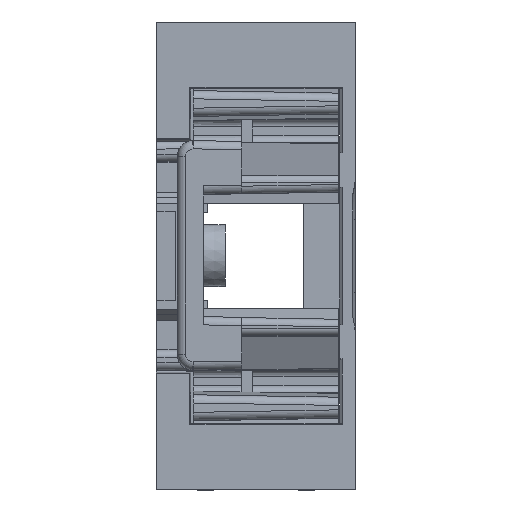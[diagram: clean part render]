
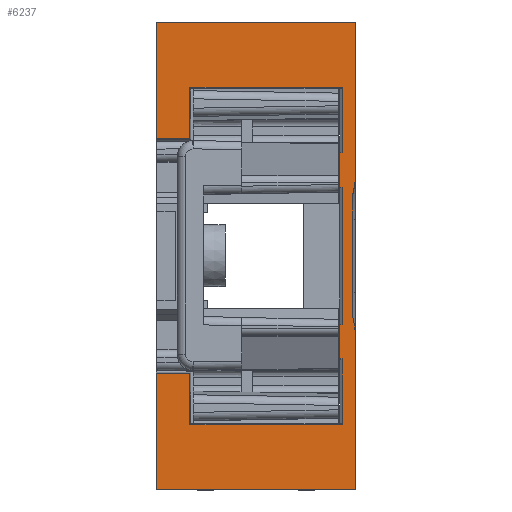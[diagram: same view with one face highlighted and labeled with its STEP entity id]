
A CAD part, top view. The second image highlights one B-rep face of the part: STEP entity #6237.
In plain terms, the highlighted planar face has unit normal (0, 0, 1).
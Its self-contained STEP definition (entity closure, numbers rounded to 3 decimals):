
#6209=AXIS2_PLACEMENT_3D('Plane Axis2P3D',#6206,#6207,#6208) ;
#132=CARTESIAN_POINT('Line Origine',(7.25,0.,39.85)) ;
#136=CARTESIAN_POINT('Vertex',(14.5,0.,39.85)) ;
#138=CARTESIAN_POINT('Vertex',(0.,0.,39.85)) ;
#609=CARTESIAN_POINT('Control Point',(0.,0.,39.85)) ;
#610=CARTESIAN_POINT('Control Point',(0.,8.473,39.85)) ;
#611=CARTESIAN_POINT('Vertex',(0.,8.473,39.85)) ;
#845=CARTESIAN_POINT('Vertex',(14.5,11.366,39.85)) ;
#849=CARTESIAN_POINT('Control Point',(14.5,0.,39.85)) ;
#850=CARTESIAN_POINT('Control Point',(14.5,11.366,39.85)) ;
#1357=CARTESIAN_POINT('Vertex',(0.,25.527,39.85)) ;
#1361=CARTESIAN_POINT('Control Point',(0.,25.527,39.85)) ;
#1362=CARTESIAN_POINT('Control Point',(0.,34.,39.85)) ;
#1363=CARTESIAN_POINT('Vertex',(0.,34.,39.85)) ;
#1567=CARTESIAN_POINT('Line Origine',(7.25,34.,39.85)) ;
#1571=CARTESIAN_POINT('Vertex',(14.5,34.,39.85)) ;
#1695=CARTESIAN_POINT('Control Point',(14.5,22.634,39.85)) ;
#1696=CARTESIAN_POINT('Control Point',(14.5,34.,39.85)) ;
#1697=CARTESIAN_POINT('Vertex',(14.5,22.634,39.85)) ;
#1753=CARTESIAN_POINT('Line Origine',(14.4,22.067,39.85)) ;
#1757=CARTESIAN_POINT('Vertex',(14.3,21.5,39.85)) ;
#1807=CARTESIAN_POINT('Vertex',(14.3,12.5,39.85)) ;
#1829=CARTESIAN_POINT('Line Origine',(14.3,17.,39.85)) ;
#1856=CARTESIAN_POINT('Line Origine',(14.4,11.933,39.85)) ;
#1888=CARTESIAN_POINT('Line Origine',(6.784,8.473,39.85)) ;
#1892=CARTESIAN_POINT('Vertex',(2.448,8.473,39.85)) ;
#1926=CARTESIAN_POINT('Line Origine',(2.448,17.,39.85)) ;
#1930=CARTESIAN_POINT('Vertex',(2.448,4.748,39.85)) ;
#1964=CARTESIAN_POINT('Line Origine',(6.784,4.748,39.85)) ;
#1968=CARTESIAN_POINT('Vertex',(13.53,4.748,39.85)) ;
#2005=CARTESIAN_POINT('Vertex',(13.53,9.5,39.85)) ;
#2034=CARTESIAN_POINT('Line Origine',(13.53,17.,39.85)) ;
#2056=CARTESIAN_POINT('Vertex',(13.53,12.,39.85)) ;
#2059=CARTESIAN_POINT('Line Origine',(13.53,17.,39.85)) ;
#2063=CARTESIAN_POINT('Vertex',(13.53,22.,39.85)) ;
#2092=CARTESIAN_POINT('Vertex',(13.53,24.5,39.85)) ;
#2095=CARTESIAN_POINT('Line Origine',(13.53,17.,39.85)) ;
#2099=CARTESIAN_POINT('Vertex',(13.53,29.252,39.85)) ;
#2153=CARTESIAN_POINT('Line Origine',(6.784,29.252,39.85)) ;
#2157=CARTESIAN_POINT('Vertex',(2.448,29.252,39.85)) ;
#2185=CARTESIAN_POINT('Line Origine',(2.448,17.,39.85)) ;
#2189=CARTESIAN_POINT('Vertex',(2.448,25.527,39.85)) ;
#2235=CARTESIAN_POINT('Line Origine',(6.784,25.527,39.85)) ;
#6088=CARTESIAN_POINT('Vertex',(13.325,12.,39.85)) ;
#6095=CARTESIAN_POINT('Vertex',(13.325,9.5,39.85)) ;
#6098=CARTESIAN_POINT('Line Origine',(13.325,10.75,39.85)) ;
#6116=CARTESIAN_POINT('Line Origine',(13.427,12.,39.85)) ;
#6133=CARTESIAN_POINT('Line Origine',(13.427,9.5,39.85)) ;
#6154=CARTESIAN_POINT('Vertex',(13.325,24.5,39.85)) ;
#6157=CARTESIAN_POINT('Line Origine',(13.427,24.5,39.85)) ;
#6174=CARTESIAN_POINT('Line Origine',(13.427,22.,39.85)) ;
#6178=CARTESIAN_POINT('Vertex',(13.325,22.,39.85)) ;
#6193=CARTESIAN_POINT('Line Origine',(13.325,23.25,39.85)) ;
#6206=CARTESIAN_POINT('Axis2P3D Location',(10.925,34.,39.85)) ;
#133=DIRECTION('Vector Direction',(-1.,0.,0.)) ;
#1568=DIRECTION('Vector Direction',(-1.,0.,0.)) ;
#1754=DIRECTION('Vector Direction',(-0.174,-0.985,0.)) ;
#1830=DIRECTION('Vector Direction',(0.,-1.,0.)) ;
#1857=DIRECTION('Vector Direction',(-0.174,0.985,0.)) ;
#1889=DIRECTION('Vector Direction',(1.,0.,0.)) ;
#1927=DIRECTION('Vector Direction',(0.,1.,0.)) ;
#1965=DIRECTION('Vector Direction',(1.,0.,0.)) ;
#2035=DIRECTION('Vector Direction',(0.,1.,0.)) ;
#2060=DIRECTION('Vector Direction',(0.,1.,0.)) ;
#2096=DIRECTION('Vector Direction',(0.,1.,0.)) ;
#2154=DIRECTION('Vector Direction',(-1.,0.,0.)) ;
#2186=DIRECTION('Vector Direction',(0.,1.,0.)) ;
#2236=DIRECTION('Vector Direction',(1.,0.,0.)) ;
#6099=DIRECTION('Vector Direction',(0.,-1.,0.)) ;
#6117=DIRECTION('Vector Direction',(1.,0.,0.)) ;
#6134=DIRECTION('Vector Direction',(-1.,0.,0.)) ;
#6158=DIRECTION('Vector Direction',(1.,0.,0.)) ;
#6175=DIRECTION('Vector Direction',(-1.,0.,0.)) ;
#6194=DIRECTION('Vector Direction',(0.,-1.,0.)) ;
#6207=DIRECTION('Axis2P3D Direction',(-0.,0.,-1.)) ;
#6208=DIRECTION('Axis2P3D XDirection',(0.,-1.,0.)) ;
#134=VECTOR('Line Direction',#133,1.) ;
#1569=VECTOR('Line Direction',#1568,1.) ;
#1755=VECTOR('Line Direction',#1754,1.) ;
#1831=VECTOR('Line Direction',#1830,1.) ;
#1858=VECTOR('Line Direction',#1857,1.) ;
#1890=VECTOR('Line Direction',#1889,1.) ;
#1928=VECTOR('Line Direction',#1927,1.) ;
#1966=VECTOR('Line Direction',#1965,1.) ;
#2036=VECTOR('Line Direction',#2035,1.) ;
#2061=VECTOR('Line Direction',#2060,1.) ;
#2097=VECTOR('Line Direction',#2096,1.) ;
#2155=VECTOR('Line Direction',#2154,1.) ;
#2187=VECTOR('Line Direction',#2186,1.) ;
#2237=VECTOR('Line Direction',#2236,1.) ;
#6100=VECTOR('Line Direction',#6099,1.) ;
#6118=VECTOR('Line Direction',#6117,1.) ;
#6135=VECTOR('Line Direction',#6134,1.) ;
#6159=VECTOR('Line Direction',#6158,1.) ;
#6176=VECTOR('Line Direction',#6175,1.) ;
#6195=VECTOR('Line Direction',#6194,1.) ;
#6212=ORIENTED_EDGE('',*,*,#2239,.F.) ;
#6213=ORIENTED_EDGE('',*,*,#2191,.F.) ;
#6214=ORIENTED_EDGE('',*,*,#2159,.T.) ;
#6215=ORIENTED_EDGE('',*,*,#2101,.F.) ;
#6216=ORIENTED_EDGE('',*,*,#6161,.F.) ;
#6217=ORIENTED_EDGE('',*,*,#6197,.T.) ;
#6218=ORIENTED_EDGE('',*,*,#6180,.F.) ;
#6219=ORIENTED_EDGE('',*,*,#2065,.F.) ;
#6220=ORIENTED_EDGE('',*,*,#6120,.F.) ;
#6221=ORIENTED_EDGE('',*,*,#6102,.T.) ;
#6222=ORIENTED_EDGE('',*,*,#6137,.F.) ;
#6223=ORIENTED_EDGE('',*,*,#2038,.F.) ;
#6224=ORIENTED_EDGE('',*,*,#1970,.F.) ;
#6225=ORIENTED_EDGE('',*,*,#1932,.F.) ;
#6226=ORIENTED_EDGE('',*,*,#1894,.F.) ;
#6227=ORIENTED_EDGE('',*,*,#613,.T.) ;
#6228=ORIENTED_EDGE('',*,*,#140,.F.) ;
#6229=ORIENTED_EDGE('',*,*,#851,.T.) ;
#6230=ORIENTED_EDGE('',*,*,#1860,.T.) ;
#6231=ORIENTED_EDGE('',*,*,#1833,.T.) ;
#6232=ORIENTED_EDGE('',*,*,#1759,.T.) ;
#6233=ORIENTED_EDGE('',*,*,#1699,.T.) ;
#6234=ORIENTED_EDGE('',*,*,#1573,.T.) ;
#6235=ORIENTED_EDGE('',*,*,#1365,.T.) ;
#6237=ADVANCED_FACE('Hauptk\X2\00F6\X0\rper',(#6236),#6210,.F.) ;
#608=B_SPLINE_CURVE_WITH_KNOTS('',1,(#609,#610),.UNSPECIFIED.,.F.,.U.,(2,2),(0.,8.473),.UNSPECIFIED.) ;
#848=B_SPLINE_CURVE_WITH_KNOTS('',1,(#849,#850),.UNSPECIFIED.,.F.,.U.,(2,2),(0.,11.366),.UNSPECIFIED.) ;
#1360=B_SPLINE_CURVE_WITH_KNOTS('',1,(#1361,#1362),.UNSPECIFIED.,.F.,.U.,(2,2),(25.527,34.),.UNSPECIFIED.) ;
#1694=B_SPLINE_CURVE_WITH_KNOTS('',1,(#1695,#1696),.UNSPECIFIED.,.F.,.U.,(2,2),(22.634,34.),.UNSPECIFIED.) ;
#140=EDGE_CURVE('',#137,#139,#135,.T.) ;
#613=EDGE_CURVE('',#612,#139,#608,.F.) ;
#851=EDGE_CURVE('',#137,#846,#848,.T.) ;
#1365=EDGE_CURVE('',#1364,#1358,#1360,.F.) ;
#1573=EDGE_CURVE('',#1572,#1364,#1570,.T.) ;
#1699=EDGE_CURVE('',#1698,#1572,#1694,.T.) ;
#1759=EDGE_CURVE('',#1758,#1698,#1756,.F.) ;
#1833=EDGE_CURVE('',#1808,#1758,#1832,.F.) ;
#1860=EDGE_CURVE('',#846,#1808,#1859,.T.) ;
#1894=EDGE_CURVE('',#612,#1893,#1891,.T.) ;
#1932=EDGE_CURVE('',#1893,#1931,#1929,.F.) ;
#1970=EDGE_CURVE('',#1931,#1969,#1967,.T.) ;
#2038=EDGE_CURVE('',#1969,#2006,#2037,.T.) ;
#2065=EDGE_CURVE('',#2057,#2064,#2062,.T.) ;
#2101=EDGE_CURVE('',#2093,#2100,#2098,.T.) ;
#2159=EDGE_CURVE('',#2158,#2100,#2156,.F.) ;
#2191=EDGE_CURVE('',#2158,#2190,#2188,.F.) ;
#2239=EDGE_CURVE('',#2190,#1358,#2238,.F.) ;
#6102=EDGE_CURVE('',#6089,#6096,#6101,.T.) ;
#6120=EDGE_CURVE('',#6089,#2057,#6119,.T.) ;
#6137=EDGE_CURVE('',#2006,#6096,#6136,.T.) ;
#6161=EDGE_CURVE('',#6155,#2093,#6160,.T.) ;
#6180=EDGE_CURVE('',#2064,#6179,#6177,.T.) ;
#6197=EDGE_CURVE('',#6155,#6179,#6196,.T.) ;
#6211=EDGE_LOOP('',(#6212,#6213,#6214,#6215,#6216,#6217,#6218,#6219,#6220,#6221,#6222,#6223,#6224,#6225,#6226,#6227,#6228,#6229,#6230,#6231,#6232,#6233,#6234,#6235)) ;
#6236=FACE_OUTER_BOUND('',#6211,.T.) ;
#135=LINE('Line',#132,#134) ;
#1570=LINE('Line',#1567,#1569) ;
#1756=LINE('Line',#1753,#1755) ;
#1832=LINE('Line',#1829,#1831) ;
#1859=LINE('Line',#1856,#1858) ;
#1891=LINE('Line',#1888,#1890) ;
#1929=LINE('Line',#1926,#1928) ;
#1967=LINE('Line',#1964,#1966) ;
#2037=LINE('Line',#2034,#2036) ;
#2062=LINE('Line',#2059,#2061) ;
#2098=LINE('Line',#2095,#2097) ;
#2156=LINE('Line',#2153,#2155) ;
#2188=LINE('Line',#2185,#2187) ;
#2238=LINE('Line',#2235,#2237) ;
#6101=LINE('Line',#6098,#6100) ;
#6119=LINE('Line',#6116,#6118) ;
#6136=LINE('Line',#6133,#6135) ;
#6160=LINE('Line',#6157,#6159) ;
#6177=LINE('Line',#6174,#6176) ;
#6196=LINE('Line',#6193,#6195) ;
#6210=PLANE('',#6209) ;
#137=VERTEX_POINT('',#136) ;
#139=VERTEX_POINT('',#138) ;
#612=VERTEX_POINT('',#611) ;
#846=VERTEX_POINT('',#845) ;
#1358=VERTEX_POINT('',#1357) ;
#1364=VERTEX_POINT('',#1363) ;
#1572=VERTEX_POINT('',#1571) ;
#1698=VERTEX_POINT('',#1697) ;
#1758=VERTEX_POINT('',#1757) ;
#1808=VERTEX_POINT('',#1807) ;
#1893=VERTEX_POINT('',#1892) ;
#1931=VERTEX_POINT('',#1930) ;
#1969=VERTEX_POINT('',#1968) ;
#2006=VERTEX_POINT('',#2005) ;
#2057=VERTEX_POINT('',#2056) ;
#2064=VERTEX_POINT('',#2063) ;
#2093=VERTEX_POINT('',#2092) ;
#2100=VERTEX_POINT('',#2099) ;
#2158=VERTEX_POINT('',#2157) ;
#2190=VERTEX_POINT('',#2189) ;
#6089=VERTEX_POINT('',#6088) ;
#6096=VERTEX_POINT('',#6095) ;
#6155=VERTEX_POINT('',#6154) ;
#6179=VERTEX_POINT('',#6178) ;
